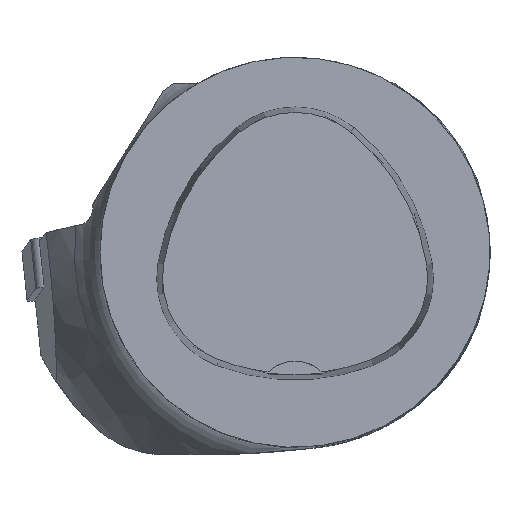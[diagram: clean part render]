
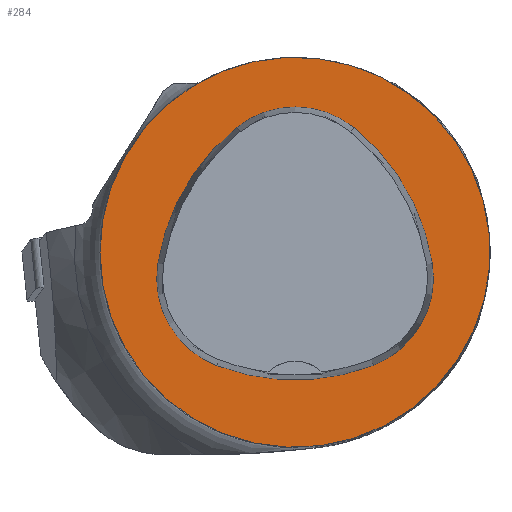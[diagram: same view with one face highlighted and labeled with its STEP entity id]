
A CAD part, top view. The second image highlights one B-rep face of the part: STEP entity #284.
In plain terms, the highlighted planar face has unit normal (0, 0, 1).
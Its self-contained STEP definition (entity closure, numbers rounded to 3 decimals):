
#112=FACE_BOUND('',#483,.T.);
#113=FACE_BOUND('',#484,.T.);
#168=CIRCLE('',#1568,25.);
#177=CIRCLE('',#1598,28.);
#179=CIRCLE('',#1601,12.);
#181=CIRCLE('',#1604,28.);
#183=CIRCLE('',#1607,12.);
#187=CIRCLE('',#1612,28.);
#189=CIRCLE('',#1615,12.);
#284=ADVANCED_FACE('',(#112,#113),#331,.T.);
#331=PLANE('',#1620);
#483=EDGE_LOOP('',(#833,#834,#835,#836,#837,#838));
#484=EDGE_LOOP('',(#839));
#833=ORIENTED_EDGE('',*,*,#1218,.T.);
#834=ORIENTED_EDGE('',*,*,#1198,.T.);
#835=ORIENTED_EDGE('',*,*,#1202,.T.);
#836=ORIENTED_EDGE('',*,*,#1205,.T.);
#837=ORIENTED_EDGE('',*,*,#1208,.T.);
#838=ORIENTED_EDGE('',*,*,#1216,.T.);
#839=ORIENTED_EDGE('',*,*,#1177,.F.);
#1013=VERTEX_POINT('',#2478);
#1026=VERTEX_POINT('',#2529);
#1027=VERTEX_POINT('',#2530);
#1030=VERTEX_POINT('',#2538);
#1032=VERTEX_POINT('',#2544);
#1034=VERTEX_POINT('',#2550);
#1041=VERTEX_POINT('',#2571);
#1177=EDGE_CURVE('',#1013,#1013,#168,.T.);
#1198=EDGE_CURVE('',#1026,#1027,#177,.T.);
#1202=EDGE_CURVE('',#1027,#1030,#179,.T.);
#1205=EDGE_CURVE('',#1030,#1032,#181,.T.);
#1208=EDGE_CURVE('',#1032,#1034,#183,.T.);
#1216=EDGE_CURVE('',#1034,#1041,#187,.T.);
#1218=EDGE_CURVE('',#1041,#1026,#189,.T.);
#1568=AXIS2_PLACEMENT_3D('',#2477,#1855,#1856);
#1598=AXIS2_PLACEMENT_3D('',#2528,#1923,#1924);
#1601=AXIS2_PLACEMENT_3D('',#2537,#1931,#1932);
#1604=AXIS2_PLACEMENT_3D('',#2543,#1938,#1939);
#1607=AXIS2_PLACEMENT_3D('',#2549,#1945,#1946);
#1612=AXIS2_PLACEMENT_3D('',#2572,#1957,#1958);
#1615=AXIS2_PLACEMENT_3D('',#2575,#1963,#1964);
#1620=AXIS2_PLACEMENT_3D('',#2580,#1973,#1974);
#1855=DIRECTION('',(0.,0.,-1.));
#1856=DIRECTION('',(-1.,0.,0.));
#1923=DIRECTION('',(0.,0.,-1.));
#1924=DIRECTION('',(-1.,0.,0.));
#1931=DIRECTION('',(0.,0.,-1.));
#1932=DIRECTION('',(-1.,0.,0.));
#1938=DIRECTION('',(0.,0.,-1.));
#1939=DIRECTION('',(-1.,0.,0.));
#1945=DIRECTION('',(0.,0.,-1.));
#1946=DIRECTION('',(-1.,0.,0.));
#1957=DIRECTION('',(0.,0.,-1.));
#1958=DIRECTION('',(-1.,0.,0.));
#1963=DIRECTION('',(0.,0.,-1.));
#1964=DIRECTION('',(-1.,0.,0.));
#1973=DIRECTION('',(0.,0.,1.));
#1974=DIRECTION('',(1.,0.,0.));
#2477=CARTESIAN_POINT('',(0.,0.,0.));
#2478=CARTESIAN_POINT('',(-25.,0.,0.));
#2528=CARTESIAN_POINT('',(10.068,-5.824,0.));
#2529=CARTESIAN_POINT('',(-17.584,-1.424,0.));
#2530=CARTESIAN_POINT('',(-7.531,15.953,0.));
#2537=CARTESIAN_POINT('',(0.011,6.62,0.));
#2538=CARTESIAN_POINT('',(7.567,15.942,0.));
#2543=CARTESIAN_POINT('',(-10.063,-5.81,0.));
#2544=CARTESIAN_POINT('',(17.59,-1.418,0.));
#2549=CARTESIAN_POINT('',(5.739,-3.3,0.));
#2550=CARTESIAN_POINT('',(10.05,-14.499,0.));
#2571=CARTESIAN_POINT('',(-10.025,-14.516,0.));
#2572=CARTESIAN_POINT('',(-0.01,11.631,0.));
#2575=CARTESIAN_POINT('',(-5.733,-3.31,0.));
#2580=CARTESIAN_POINT('',(0.,0.,0.));
